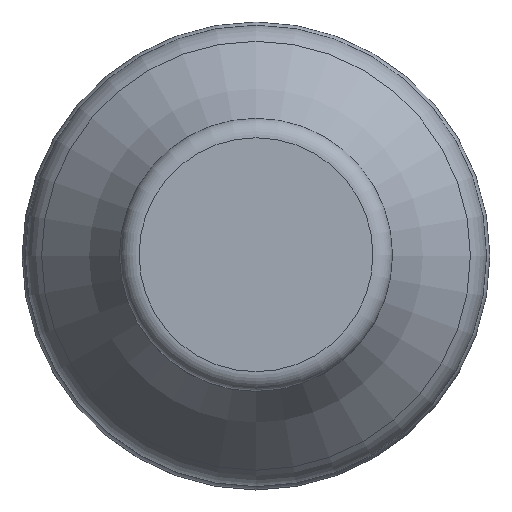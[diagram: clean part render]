
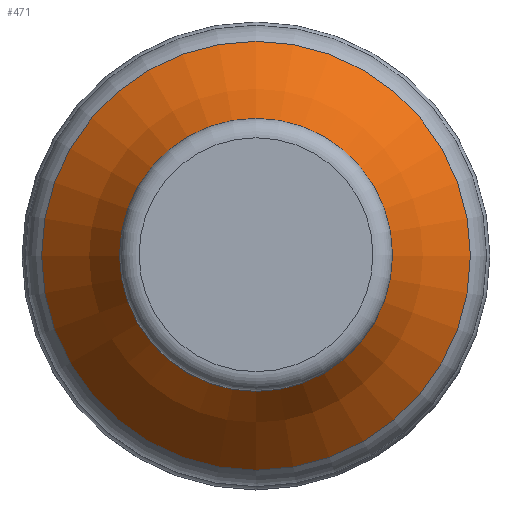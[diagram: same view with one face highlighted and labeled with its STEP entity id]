
A CAD part, top view. The second image highlights one B-rep face of the part: STEP entity #471.
In plain terms, the highlighted toroidal (fillet/blend) face has major radius 14.01 mm and minor radius 12.01 mm.
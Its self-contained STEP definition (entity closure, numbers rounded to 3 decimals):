
#41=CARTESIAN_POINT('',(2.,-0.,12.));
#42=VERTEX_POINT('',#41);
#50=CARTESIAN_POINT('',(-2.,0.,12.));
#51=VERTEX_POINT('',#50);
#52=CARTESIAN_POINT('',(0.,0.,12.));
#53=DIRECTION('',(0.,0.,1.));
#54=DIRECTION('',(-1.,0.,0.));
#55=AXIS2_PLACEMENT_3D('',#52,#53,#54);
#56=CIRCLE('',#55,2.);
#57=EDGE_CURVE('',#42,#51,#56,.T.);
#59=CARTESIAN_POINT('',(0.,0.,12.));
#60=DIRECTION('',(0.,0.,1.));
#61=DIRECTION('',(-1.,0.,0.));
#62=AXIS2_PLACEMENT_3D('',#59,#60,#61);
#63=CIRCLE('',#62,2.);
#64=EDGE_CURVE('',#51,#42,#63,.T.);
#436=CARTESIAN_POINT('',(0.,0.,11.975));
#437=DIRECTION('',(0.,0.,1.));
#438=DIRECTION('',(1.,0.,-0.));
#439=AXIS2_PLACEMENT_3D('',#436,#437,#438);
#440=TOROIDAL_SURFACE('',#439,14.01,12.01);
#441=CARTESIAN_POINT('',(5.5,-0.,3.5));
#442=VERTEX_POINT('',#441);
#443=CARTESIAN_POINT('',(14.01,0.,11.975));
#444=DIRECTION('',(-0.,1.,-0.));
#445=DIRECTION('',(1.,0.,0.));
#446=AXIS2_PLACEMENT_3D('',#443,#444,#445);
#447=CIRCLE('',#446,12.01);
#448=EDGE_CURVE('',#442,#42,#447,.T.);
#449=ORIENTED_EDGE('',*,*,#448,.F.);
#450=CARTESIAN_POINT('',(-5.5,0.,3.5));
#451=VERTEX_POINT('',#450);
#452=CARTESIAN_POINT('',(0.,0.,3.5));
#453=DIRECTION('',(0.,0.,1.));
#454=DIRECTION('',(-1.,0.,0.));
#455=AXIS2_PLACEMENT_3D('',#452,#453,#454);
#456=CIRCLE('',#455,5.5);
#457=EDGE_CURVE('',#442,#451,#456,.T.);
#458=ORIENTED_EDGE('',*,*,#457,.T.);
#459=CARTESIAN_POINT('',(0.,0.,3.5));
#460=DIRECTION('',(0.,0.,1.));
#461=DIRECTION('',(-1.,0.,0.));
#462=AXIS2_PLACEMENT_3D('',#459,#460,#461);
#463=CIRCLE('',#462,5.5);
#464=EDGE_CURVE('',#451,#442,#463,.T.);
#465=ORIENTED_EDGE('',*,*,#464,.T.);
#466=ORIENTED_EDGE('',*,*,#448,.T.);
#467=ORIENTED_EDGE('',*,*,#64,.F.);
#468=ORIENTED_EDGE('',*,*,#57,.F.);
#469=EDGE_LOOP('',(#449,#458,#465,#466,#467,#468));
#470=FACE_BOUND('',#469,.T.);
#471=ADVANCED_FACE('',(#470),#440,.F.);
